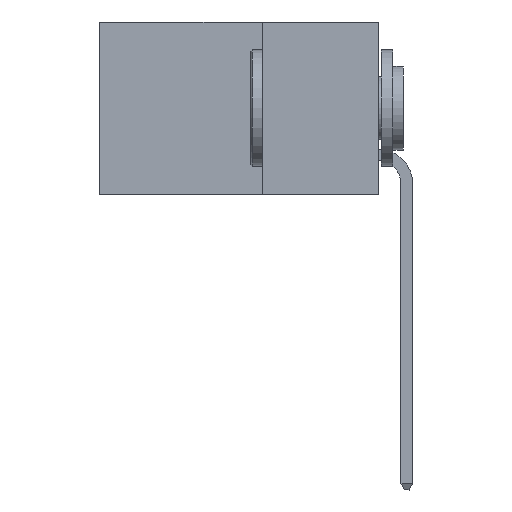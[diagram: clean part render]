
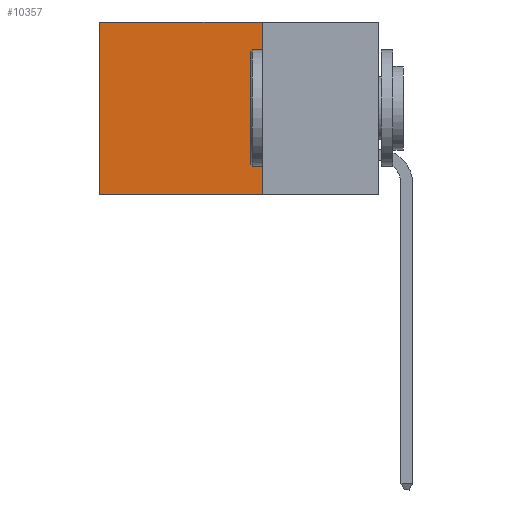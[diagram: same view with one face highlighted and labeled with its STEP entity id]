
A CAD part, left-side view. The second image highlights one B-rep face of the part: STEP entity #10357.
In plain terms, the highlighted planar face has unit normal (-1, 0, 0).
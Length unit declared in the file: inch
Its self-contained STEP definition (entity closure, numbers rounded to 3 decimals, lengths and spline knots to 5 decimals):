
#407 = ORIENTED_EDGE ( 'NONE', *, *, #4250, .F. ) ;
#494 = VERTEX_POINT ( 'NONE', #2527 ) ;
#509 = VERTEX_POINT ( 'NONE', #4446 ) ;
#2119 = VECTOR ( 'NONE', #9553, 39.37008 ) ;
#2198 = EDGE_LOOP ( 'NONE', ( #4397, #11684, #407, #10220 ) ) ;
#2429 = CARTESIAN_POINT ( 'NONE',  ( 0.298, 0.25, 0. ) ) ;
#2527 = CARTESIAN_POINT ( 'NONE',  ( 0.298, 0.6, -0.37 ) ) ;
#2796 = CARTESIAN_POINT ( 'NONE',  ( 0.298, 0.25, -0.37 ) ) ;
#3443 = CARTESIAN_POINT ( 'NONE',  ( 0.298, 0.6, 0. ) ) ;
#3558 = EDGE_CURVE ( 'NONE', #8410, #494, #11698, .T. ) ;
#3659 = DIRECTION ( 'NONE',  ( 0., 0., -1. ) ) ;
#3774 = CARTESIAN_POINT ( 'NONE',  ( 0.298, 0.6, 0. ) ) ;
#4250 = EDGE_CURVE ( 'NONE', #509, #8410, #11483, .T. ) ;
#4397 = ORIENTED_EDGE ( 'NONE', *, *, #6040, .T. ) ;
#4446 = CARTESIAN_POINT ( 'NONE',  ( 0.298, 0.25, 0. ) ) ;
#4613 = DIRECTION ( 'NONE',  ( 0., 1., 0. ) ) ;
#4621 = EDGE_CURVE ( 'NONE', #509, #5251, #8723, .T. ) ;
#5160 = AXIS2_PLACEMENT_3D ( 'NONE', #2429, #13129, #3659 ) ;
#5237 = VECTOR ( 'NONE', #8185, 39.37008 ) ;
#5251 = VERTEX_POINT ( 'NONE', #3443 ) ;
#5604 = CARTESIAN_POINT ( 'NONE',  ( 0.298, 0.25, 0. ) ) ;
#6040 = EDGE_CURVE ( 'NONE', #5251, #494, #7034, .T. ) ;
#7034 = LINE ( 'NONE', #3774, #12901 ) ;
#7075 = FACE_OUTER_BOUND ( 'NONE', #2198, .T. ) ;
#8185 = DIRECTION ( 'NONE',  ( 0., 0., -1. ) ) ;
#8341 = CARTESIAN_POINT ( 'NONE',  ( 0.298, 0.25, 0. ) ) ;
#8410 = VERTEX_POINT ( 'NONE', #2796 ) ;
#8723 = LINE ( 'NONE', #5604, #14519 ) ;
#9553 = DIRECTION ( 'NONE',  ( 0., 1., 0. ) ) ;
#9626 = PLANE ( 'NONE',  #5160 ) ;
#10220 = ORIENTED_EDGE ( 'NONE', *, *, #4621, .T. ) ;
#10305 = CARTESIAN_POINT ( 'NONE',  ( 0.298, 0.25, -0.37 ) ) ;
#10357 = ADVANCED_FACE ( 'NONE', ( #7075 ), #9626, .F. ) ;
#11483 = LINE ( 'NONE', #8341, #5237 ) ;
#11684 = ORIENTED_EDGE ( 'NONE', *, *, #3558, .F. ) ;
#11698 = LINE ( 'NONE', #10305, #2119 ) ;
#12901 = VECTOR ( 'NONE', #13182, 39.37008 ) ;
#13129 = DIRECTION ( 'NONE',  ( 1., 0., 0. ) ) ;
#13182 = DIRECTION ( 'NONE',  ( 0., 0., -1. ) ) ;
#14519 = VECTOR ( 'NONE', #4613, 39.37008 ) ;
